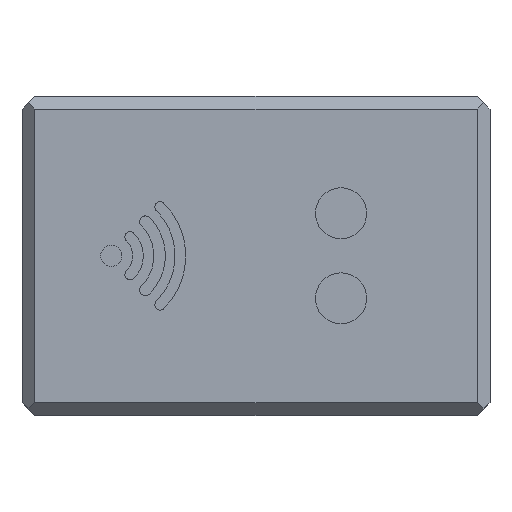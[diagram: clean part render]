
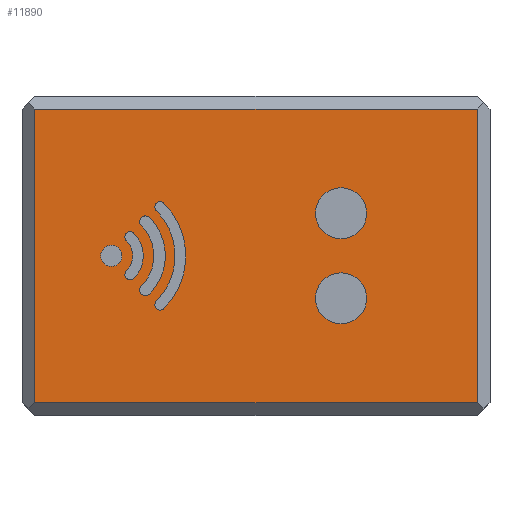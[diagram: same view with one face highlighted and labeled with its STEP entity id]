
A CAD part, top view. The second image highlights one B-rep face of the part: STEP entity #11890.
In plain terms, the highlighted planar face has unit normal (0, 0, 1).
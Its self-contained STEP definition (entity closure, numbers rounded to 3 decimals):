
#75=FACE_BOUND('',#1856,.T.);
#76=FACE_BOUND('',#1857,.T.);
#77=FACE_BOUND('',#1858,.T.);
#78=FACE_BOUND('',#1859,.T.);
#79=FACE_BOUND('',#1860,.T.);
#80=FACE_BOUND('',#1861,.T.);
#296=PLANE('',#12422);
#1159=FACE_OUTER_BOUND('',#1855,.T.);
#1855=EDGE_LOOP('',(#10816,#10817,#10818,#10819));
#1856=EDGE_LOOP('',(#10820,#10821,#10822,#10823));
#1857=EDGE_LOOP('',(#10824,#10825,#10826,#10827));
#1858=EDGE_LOOP('',(#10828));
#1859=EDGE_LOOP('',(#10829,#10830,#10831,#10832));
#1860=EDGE_LOOP('',(#10833));
#1861=EDGE_LOOP('',(#10834));
#2003=CIRCLE('',#12379,1.25);
#2005=CIRCLE('',#12382,15.);
#2007=CIRCLE('',#12385,1.25);
#2009=CIRCLE('',#12388,17.5);
#2010=CIRCLE('',#12390,2.5);
#2013=CIRCLE('',#12394,1.35);
#2015=CIRCLE('',#12397,10.);
#2017=CIRCLE('',#12400,1.35);
#2019=CIRCLE('',#12403,12.7);
#2021=CIRCLE('',#12406,1.25);
#2023=CIRCLE('',#12409,5.);
#2025=CIRCLE('',#12412,1.25);
#2027=CIRCLE('',#12415,7.5);
#2030=CIRCLE('',#12423,6.);
#2031=CIRCLE('',#12424,6.);
#3569=LINE('',#28477,#4548);
#3570=LINE('',#28479,#4549);
#3571=LINE('',#28481,#4550);
#3572=LINE('',#28482,#4551);
#4548=VECTOR('',#14261,10.);
#4549=VECTOR('',#14262,10.);
#4550=VECTOR('',#14263,10.);
#4551=VECTOR('',#14264,10.);
#5736=VERTEX_POINT('',#28376);
#5737=VERTEX_POINT('',#28378);
#5739=VERTEX_POINT('',#28384);
#5741=VERTEX_POINT('',#28390);
#5742=VERTEX_POINT('',#28397);
#5746=VERTEX_POINT('',#28406);
#5747=VERTEX_POINT('',#28408);
#5749=VERTEX_POINT('',#28414);
#5751=VERTEX_POINT('',#28420);
#5754=VERTEX_POINT('',#28430);
#5755=VERTEX_POINT('',#28432);
#5757=VERTEX_POINT('',#28438);
#5759=VERTEX_POINT('',#28444);
#5770=VERTEX_POINT('',#28475);
#5771=VERTEX_POINT('',#28476);
#5772=VERTEX_POINT('',#28478);
#5773=VERTEX_POINT('',#28480);
#5774=VERTEX_POINT('',#28483);
#5775=VERTEX_POINT('',#28485);
#7438=EDGE_CURVE('',#5737,#5736,#2003,.T.);
#7441=EDGE_CURVE('',#5739,#5737,#2005,.T.);
#7444=EDGE_CURVE('',#5741,#5739,#2007,.T.);
#7447=EDGE_CURVE('',#5736,#5741,#2009,.T.);
#7448=EDGE_CURVE('',#5742,#5742,#2010,.T.);
#7453=EDGE_CURVE('',#5747,#5746,#2013,.T.);
#7456=EDGE_CURVE('',#5749,#5747,#2015,.T.);
#7459=EDGE_CURVE('',#5751,#5749,#2017,.T.);
#7462=EDGE_CURVE('',#5746,#5751,#2019,.T.);
#7465=EDGE_CURVE('',#5755,#5754,#2021,.T.);
#7468=EDGE_CURVE('',#5757,#5755,#2023,.T.);
#7471=EDGE_CURVE('',#5759,#5757,#2025,.T.);
#7474=EDGE_CURVE('',#5754,#5759,#2027,.T.);
#7485=EDGE_CURVE('',#5770,#5771,#3569,.T.);
#7486=EDGE_CURVE('',#5772,#5770,#3570,.T.);
#7487=EDGE_CURVE('',#5773,#5772,#3571,.T.);
#7488=EDGE_CURVE('',#5771,#5773,#3572,.T.);
#7489=EDGE_CURVE('',#5774,#5774,#2030,.T.);
#7490=EDGE_CURVE('',#5775,#5775,#2031,.T.);
#10816=ORIENTED_EDGE('',*,*,#7485,.F.);
#10817=ORIENTED_EDGE('',*,*,#7486,.F.);
#10818=ORIENTED_EDGE('',*,*,#7487,.F.);
#10819=ORIENTED_EDGE('',*,*,#7488,.F.);
#10820=ORIENTED_EDGE('',*,*,#7474,.T.);
#10821=ORIENTED_EDGE('',*,*,#7471,.T.);
#10822=ORIENTED_EDGE('',*,*,#7468,.T.);
#10823=ORIENTED_EDGE('',*,*,#7465,.T.);
#10824=ORIENTED_EDGE('',*,*,#7462,.T.);
#10825=ORIENTED_EDGE('',*,*,#7459,.T.);
#10826=ORIENTED_EDGE('',*,*,#7456,.T.);
#10827=ORIENTED_EDGE('',*,*,#7453,.T.);
#10828=ORIENTED_EDGE('',*,*,#7448,.T.);
#10829=ORIENTED_EDGE('',*,*,#7447,.T.);
#10830=ORIENTED_EDGE('',*,*,#7444,.T.);
#10831=ORIENTED_EDGE('',*,*,#7441,.T.);
#10832=ORIENTED_EDGE('',*,*,#7438,.T.);
#10833=ORIENTED_EDGE('',*,*,#7489,.T.);
#10834=ORIENTED_EDGE('',*,*,#7490,.T.);
#11890=ADVANCED_FACE('',(#1159,#75,#76,#77,#78,#79,#80),#296,.T.);
#12379=AXIS2_PLACEMENT_3D('',#28379,#14153,#14154);
#12382=AXIS2_PLACEMENT_3D('',#28385,#14160,#14161);
#12385=AXIS2_PLACEMENT_3D('',#28391,#14167,#14168);
#12388=AXIS2_PLACEMENT_3D('',#28395,#14174,#14175);
#12390=AXIS2_PLACEMENT_3D('',#28398,#14178,#14179);
#12394=AXIS2_PLACEMENT_3D('',#28409,#14188,#14189);
#12397=AXIS2_PLACEMENT_3D('',#28415,#14195,#14196);
#12400=AXIS2_PLACEMENT_3D('',#28421,#14202,#14203);
#12403=AXIS2_PLACEMENT_3D('',#28425,#14209,#14210);
#12406=AXIS2_PLACEMENT_3D('',#28433,#14216,#14217);
#12409=AXIS2_PLACEMENT_3D('',#28439,#14223,#14224);
#12412=AXIS2_PLACEMENT_3D('',#28445,#14230,#14231);
#12415=AXIS2_PLACEMENT_3D('',#28449,#14237,#14238);
#12422=AXIS2_PLACEMENT_3D('',#28474,#14259,#14260);
#12423=AXIS2_PLACEMENT_3D('',#28484,#14265,#14266);
#12424=AXIS2_PLACEMENT_3D('',#28486,#14267,#14268);
#14153=DIRECTION('center_axis',(0.,0.,-1.));
#14154=DIRECTION('ref_axis',(0.707,0.707,0.));
#14160=DIRECTION('center_axis',(0.,0.,1.));
#14161=DIRECTION('ref_axis',(0.707,-0.707,0.));
#14167=DIRECTION('center_axis',(0.,0.,-1.));
#14168=DIRECTION('ref_axis',(-0.707,0.707,0.));
#14174=DIRECTION('center_axis',(0.,0.,-1.));
#14175=DIRECTION('ref_axis',(0.707,-0.707,0.));
#14178=DIRECTION('center_axis',(0.,0.,-1.));
#14179=DIRECTION('ref_axis',(-1.,0.,0.));
#14188=DIRECTION('center_axis',(0.,0.,-1.));
#14189=DIRECTION('ref_axis',(0.707,0.707,0.));
#14195=DIRECTION('center_axis',(0.,0.,1.));
#14196=DIRECTION('ref_axis',(0.707,-0.707,0.));
#14202=DIRECTION('center_axis',(0.,0.,-1.));
#14203=DIRECTION('ref_axis',(-0.707,0.707,0.));
#14209=DIRECTION('center_axis',(0.,0.,-1.));
#14210=DIRECTION('ref_axis',(0.707,-0.707,0.));
#14216=DIRECTION('center_axis',(0.,0.,-1.));
#14217=DIRECTION('ref_axis',(0.707,0.707,0.));
#14223=DIRECTION('center_axis',(0.,0.,1.));
#14224=DIRECTION('ref_axis',(0.707,-0.707,0.));
#14230=DIRECTION('center_axis',(0.,0.,-1.));
#14231=DIRECTION('ref_axis',(-0.707,0.707,0.));
#14237=DIRECTION('center_axis',(0.,0.,-1.));
#14238=DIRECTION('ref_axis',(0.707,-0.707,0.));
#14259=DIRECTION('center_axis',(0.,0.,1.));
#14260=DIRECTION('ref_axis',(1.,0.,0.));
#14261=DIRECTION('',(0.,1.,0.));
#14262=DIRECTION('',(-1.,0.,0.));
#14263=DIRECTION('',(0.,-1.,0.));
#14264=DIRECTION('',(1.,0.,0.));
#14265=DIRECTION('center_axis',(0.,0.,-1.));
#14266=DIRECTION('ref_axis',(-1.,0.,0.));
#14267=DIRECTION('center_axis',(0.,0.,-1.));
#14268=DIRECTION('ref_axis',(-1.,0.,0.));
#28376=CARTESIAN_POINT('',(-21.626,12.374,40.));
#28378=CARTESIAN_POINT('',(-23.393,10.607,40.));
#28379=CARTESIAN_POINT('Origin',(-22.51,11.49,40.));
#28384=CARTESIAN_POINT('',(-23.393,-10.607,40.));
#28385=CARTESIAN_POINT('Origin',(-34.,0.,
40.));
#28390=CARTESIAN_POINT('',(-21.626,-12.374,40.));
#28391=CARTESIAN_POINT('Origin',(-22.51,-11.49,40.));
#28395=CARTESIAN_POINT('Origin',(-34.,0.,
40.));
#28397=CARTESIAN_POINT('',(-31.5,0.,40.));
#28398=CARTESIAN_POINT('Origin',(-34.,0.,
40.));
#28406=CARTESIAN_POINT('',(-25.02,8.98,40.));
#28408=CARTESIAN_POINT('',(-26.929,7.071,40.));
#28409=CARTESIAN_POINT('Origin',(-25.974,8.026,40.));
#28414=CARTESIAN_POINT('',(-26.929,-7.071,40.));
#28415=CARTESIAN_POINT('Origin',(-34.,0.,
40.));
#28420=CARTESIAN_POINT('',(-25.02,-8.98,40.));
#28421=CARTESIAN_POINT('Origin',(-25.974,-8.026,40.));
#28425=CARTESIAN_POINT('Origin',(-34.,0.,
40.));
#28430=CARTESIAN_POINT('',(-28.697,5.303,40.));
#28432=CARTESIAN_POINT('',(-30.464,3.536,40.));
#28433=CARTESIAN_POINT('Origin',(-29.581,4.419,40.));
#28438=CARTESIAN_POINT('',(-30.464,-3.536,40.));
#28439=CARTESIAN_POINT('Origin',(-34.,0.,
40.));
#28444=CARTESIAN_POINT('',(-28.697,-5.303,40.));
#28445=CARTESIAN_POINT('Origin',(-29.581,-4.419,40.));
#28449=CARTESIAN_POINT('Origin',(-34.,0.,
40.));
#28474=CARTESIAN_POINT('Origin',(0.,0.,
40.));
#28475=CARTESIAN_POINT('',(-52.,-34.5,40.));
#28476=CARTESIAN_POINT('',(-52.,34.5,40.));
#28477=CARTESIAN_POINT('',(-52.,18.75,40.));
#28478=CARTESIAN_POINT('',(52.,-34.5,40.));
#28479=CARTESIAN_POINT('',(-27.5,-34.5,40.));
#28480=CARTESIAN_POINT('',(52.,34.5,40.));
#28481=CARTESIAN_POINT('',(52.,-18.75,40.));
#28482=CARTESIAN_POINT('',(27.5,34.5,40.));
#28483=CARTESIAN_POINT('',(26.,10.,40.));
#28484=CARTESIAN_POINT('Origin',(20.,10.,40.));
#28485=CARTESIAN_POINT('',(26.,-10.,40.));
#28486=CARTESIAN_POINT('Origin',(20.,-10.,40.));
